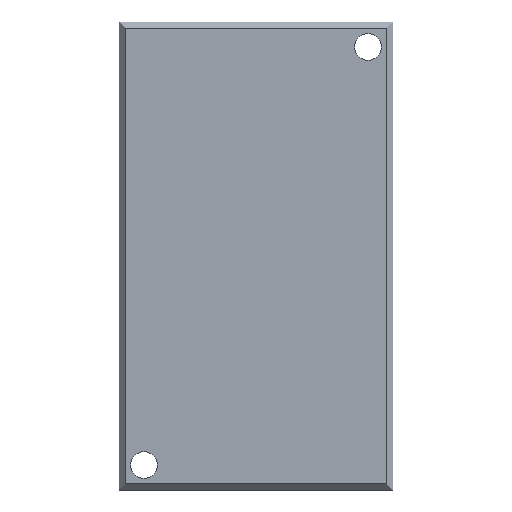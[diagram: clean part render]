
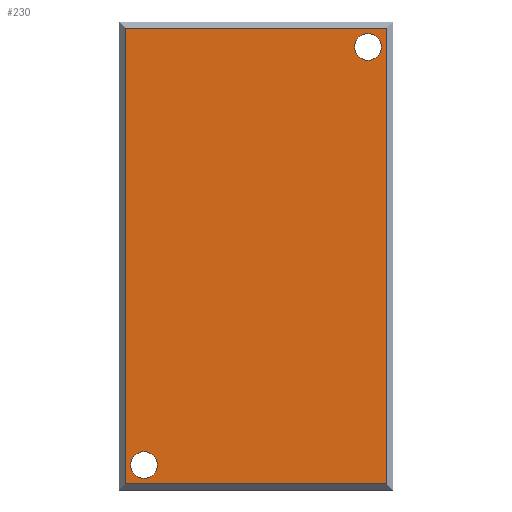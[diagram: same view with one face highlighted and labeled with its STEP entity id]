
A CAD part, front view. The second image highlights one B-rep face of the part: STEP entity #230.
In plain terms, the highlighted planar face has unit normal (0, -1, 0).
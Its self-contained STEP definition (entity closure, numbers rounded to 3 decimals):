
#93 = VERTEX_POINT('',#94);
#94 = CARTESIAN_POINT('',(21.,0.,76.));
#102 = VERTEX_POINT('',#103);
#103 = CARTESIAN_POINT('',(-21.,0.,76.));
#109 = EDGE_CURVE('',#93,#102,#110,.T.);
#110 = LINE('',#111,#112);
#111 = CARTESIAN_POINT('',(22.,0.,76.));
#112 = VECTOR('',#113,1.);
#113 = DIRECTION('',(-1.,-0.,0.));
#211 = VERTEX_POINT('',#212);
#212 = CARTESIAN_POINT('',(21.,0.,2.752));
#220 = EDGE_CURVE('',#211,#93,#221,.T.);
#221 = LINE('',#222,#223);
#222 = CARTESIAN_POINT('',(21.,0.,1.752));
#223 = VECTOR('',#224,1.);
#224 = DIRECTION('',(0.,0.,1.));
#230 = ADVANCED_FACE('',(#231,#249,#260),#271,.F.);
#231 = FACE_BOUND('',#232,.F.);
#232 = EDGE_LOOP('',(#233,#234,#235,#243));
#233 = ORIENTED_EDGE('',*,*,#109,.F.);
#234 = ORIENTED_EDGE('',*,*,#220,.F.);
#235 = ORIENTED_EDGE('',*,*,#236,.F.);
#236 = EDGE_CURVE('',#237,#211,#239,.T.);
#237 = VERTEX_POINT('',#238);
#238 = CARTESIAN_POINT('',(-21.,0.,2.752));
#239 = LINE('',#240,#241);
#240 = CARTESIAN_POINT('',(-22.,0.,2.752));
#241 = VECTOR('',#242,1.);
#242 = DIRECTION('',(1.,0.,0.));
#243 = ORIENTED_EDGE('',*,*,#244,.F.);
#244 = EDGE_CURVE('',#102,#237,#245,.T.);
#245 = LINE('',#246,#247);
#246 = CARTESIAN_POINT('',(-21.,0.,77.));
#247 = VECTOR('',#248,1.);
#248 = DIRECTION('',(0.,0.,-1.));
#249 = FACE_BOUND('',#250,.F.);
#250 = EDGE_LOOP('',(#251));
#251 = ORIENTED_EDGE('',*,*,#252,.T.);
#252 = EDGE_CURVE('',#253,#253,#255,.T.);
#253 = VERTEX_POINT('',#254);
#254 = CARTESIAN_POINT('',(20.15,0.,73.));
#255 = CIRCLE('',#256,2.15);
#256 = AXIS2_PLACEMENT_3D('',#257,#258,#259);
#257 = CARTESIAN_POINT('',(18.,0.,73.));
#258 = DIRECTION('',(0.,-1.,0.));
#259 = DIRECTION('',(1.,0.,0.));
#260 = FACE_BOUND('',#261,.F.);
#261 = EDGE_LOOP('',(#262));
#262 = ORIENTED_EDGE('',*,*,#263,.T.);
#263 = EDGE_CURVE('',#264,#264,#266,.T.);
#264 = VERTEX_POINT('',#265);
#265 = CARTESIAN_POINT('',(-15.85,0.,5.752));
#266 = CIRCLE('',#267,2.15);
#267 = AXIS2_PLACEMENT_3D('',#268,#269,#270);
#268 = CARTESIAN_POINT('',(-18.,0.,5.752));
#269 = DIRECTION('',(0.,-1.,0.));
#270 = DIRECTION('',(1.,0.,0.));
#271 = PLANE('',#272);
#272 = AXIS2_PLACEMENT_3D('',#273,#274,#275);
#273 = CARTESIAN_POINT('',(0.,0.,
    39.376));
#274 = DIRECTION('',(0.,1.,0.));
#275 = DIRECTION('',(0.,0.,1.));
